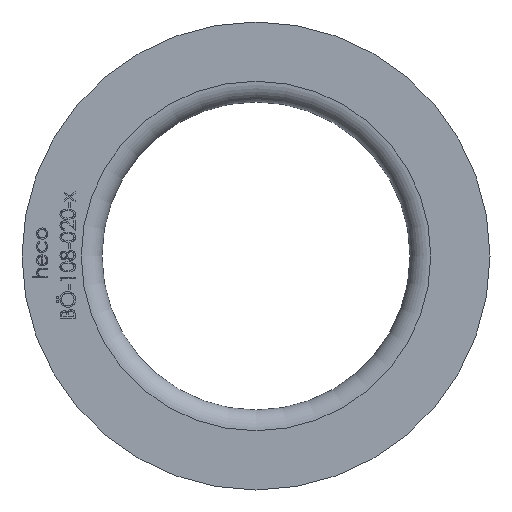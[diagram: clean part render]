
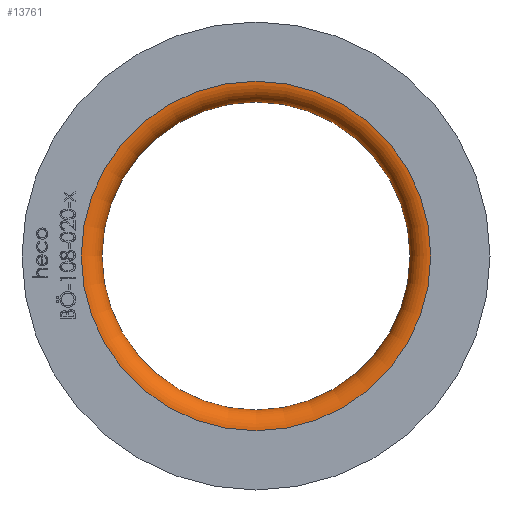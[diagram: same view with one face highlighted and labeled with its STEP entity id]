
A CAD part, left-side view. The second image highlights one B-rep face of the part: STEP entity #13761.
In plain terms, the highlighted toroidal (fillet/blend) face has major radius 59 mm and minor radius 7 mm.
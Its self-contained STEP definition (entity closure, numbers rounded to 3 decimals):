
#85 = AXIS2_PLACEMENT_3D ( 'NONE', #11907, #980, #10730 ) ;
#155 = EDGE_CURVE ( 'NONE', #7837, #7837, #6251, .T. ) ;
#684 = CARTESIAN_POINT ( 'NONE',  ( 7., 0., 52. ) ) ;
#980 = DIRECTION ( 'NONE',  ( -1., 0., 0. ) ) ;
#1206 = CARTESIAN_POINT ( 'NONE',  ( 0., 0., 59. ) ) ;
#1270 = EDGE_CURVE ( 'NONE', #3478, #3478, #9775, .T. ) ;
#1525 = DIRECTION ( 'NONE',  ( 0., 0., 1. ) ) ;
#1537 = AXIS2_PLACEMENT_3D ( 'NONE', #3105, #6441, #10267 ) ;
#1662 = EDGE_LOOP ( 'NONE', ( #2960 ) ) ;
#2960 = ORIENTED_EDGE ( 'NONE', *, *, #1270, .T. ) ;
#3105 = CARTESIAN_POINT ( 'NONE',  ( 0., 0., 0. ) ) ;
#3478 = VERTEX_POINT ( 'NONE', #1206 ) ;
#6051 = CARTESIAN_POINT ( 'NONE',  ( 7., 0., 0. ) ) ;
#6251 = CIRCLE ( 'NONE', #8230, 52. ) ;
#6441 = DIRECTION ( 'NONE',  ( -1., 0., 0. ) ) ;
#7280 = FACE_OUTER_BOUND ( 'NONE', #1662, .T. ) ;
#7837 = VERTEX_POINT ( 'NONE', #684 ) ;
#8127 = ORIENTED_EDGE ( 'NONE', *, *, #155, .F. ) ;
#8230 = AXIS2_PLACEMENT_3D ( 'NONE', #6051, #9490, #1525 ) ;
#9490 = DIRECTION ( 'NONE',  ( -1., 0., 0. ) ) ;
#9775 = CIRCLE ( 'NONE', #1537, 59. ) ;
#10267 = DIRECTION ( 'NONE',  ( 0., 0., 1. ) ) ;
#10730 = DIRECTION ( 'NONE',  ( 0., 0., 1. ) ) ;
#10782 = TOROIDAL_SURFACE ( 'NONE', #85, 59., 7. ) ;
#11907 = CARTESIAN_POINT ( 'NONE',  ( 7., 0., 0. ) ) ;
#13761 = ADVANCED_FACE ( 'NONE', ( #15267, #7280 ), #10782, .T. ) ;
#15267 = FACE_OUTER_BOUND ( 'NONE', #15395, .T. ) ;
#15395 = EDGE_LOOP ( 'NONE', ( #8127 ) ) ;
